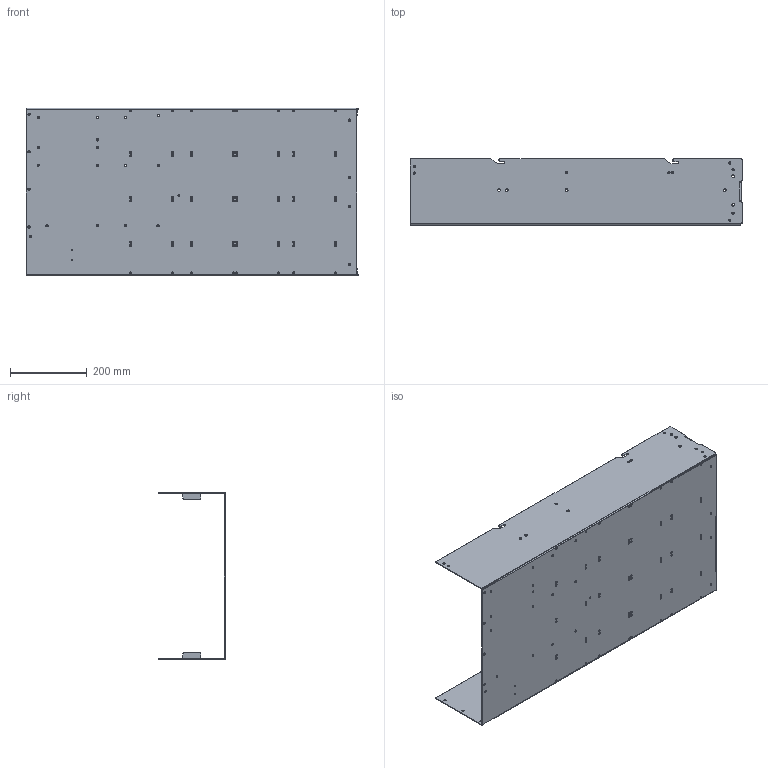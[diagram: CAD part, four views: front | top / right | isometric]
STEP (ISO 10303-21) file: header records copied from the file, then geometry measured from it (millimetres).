
FILE_DESCRIPTION(/* description */ (''),/* implementation_level */ '2;1');
FILE_NAME(/* name */ '34_Chassis.step',/* time_stamp */ '2024-11-18T04:12:41-07:00',/* author */ (''),/* organization */ (''),/* preprocessor_version */ 'ST-DEVELOPER v20',/* originating_system */ 'Autodesk Translation Framework v13.20.0.188',/* authorisation */ '');
FILE_SCHEMA (('AUTOMOTIVE_DESIGN { 1 0 10303 214 3 1 1 }'));
Length unit declared in the file: inch
Products named in the file (1): Server Chassis Bottom
Bounding box: 863.6 x 172.72 x 435.61 mm (x, y, z)
Volume: 1353404 mm3; surface area: 1342579.4 mm2
Topology: 1 solids, 1 shells, 351 faces, 903 edges, 554 vertices
Faces by surface type: cylinder 168, cone 116, plane 55, bspline 12
Full cylindrical faces by diameter (mm): 3.302 x74, 3.454 x29, 4.9 x15, 7.2 x12
Entity records: 12014 total; most frequent: CARTESIAN_POINT 2642, DIRECTION 2027, ORIENTED_EDGE 1806, EDGE_CURVE 903, AXIS2_PLACEMENT_3D 800, EDGE_LOOP 611, VERTEX_POINT 554, CIRCLE 452
